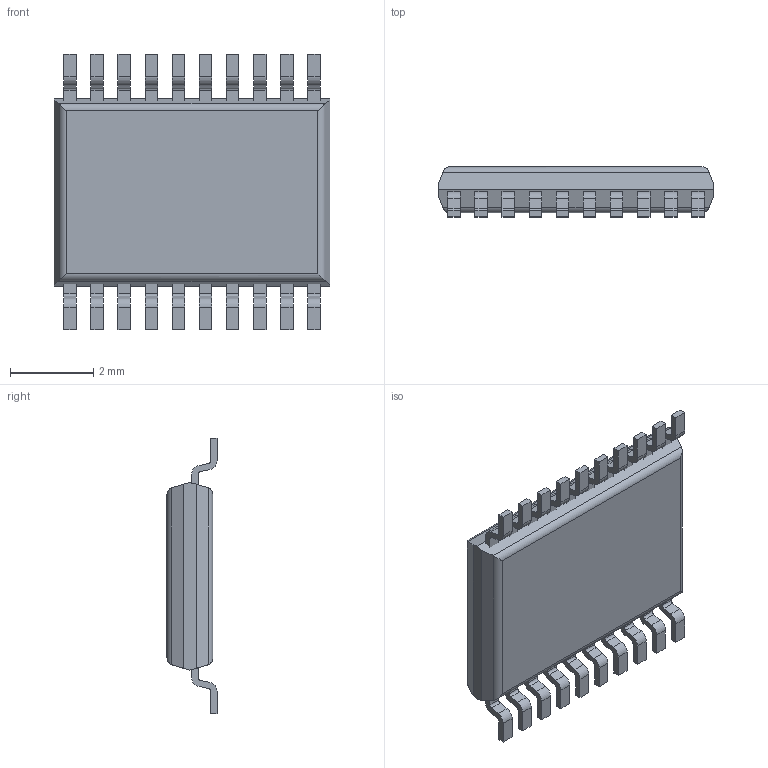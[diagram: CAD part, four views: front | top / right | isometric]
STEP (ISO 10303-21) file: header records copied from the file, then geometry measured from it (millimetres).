
FILE_DESCRIPTION( ( '' ), ' ' );
FILE_NAME( '58ca85b7a1545d0f69205651.step', '2017-03-16T12:32:26', ( '' ), ( '' ), ' ', ' ', ' ' );
FILE_SCHEMA( ( 'AUTOMOTIVE_DESIGN { 1 0 10303 214 1 1 1 1 }' ) );
Length unit declared in the file: metre
Products named in the file (21): 1; 2; 3; 4; 5; 6; 7; 8; 9; 10; 11; 12; 13; 14; 15; 16; 17; 18; 19; 20; 21
Bounding box: 6.6 x 1.2 x 6.6 mm (x, y, z)
Volume: 32.2 mm3; surface area: 105.5 mm2
Topology: 21 solids, 21 shells, 302 faces, 777 edges, 518 vertices
Faces by surface type: plane 213, cylinder 89
Full cylindrical faces by diameter (mm): 0.5 x1
Entity records: 11786 total; most frequent: CARTESIAN_POINT 1617, DIRECTION 1600, ORIENTED_EDGE 1552, EDGE_CURVE 776, LINE 598, VECTOR 598, VERTEX_POINT 518, AXIS2_PLACEMENT_3D 501
